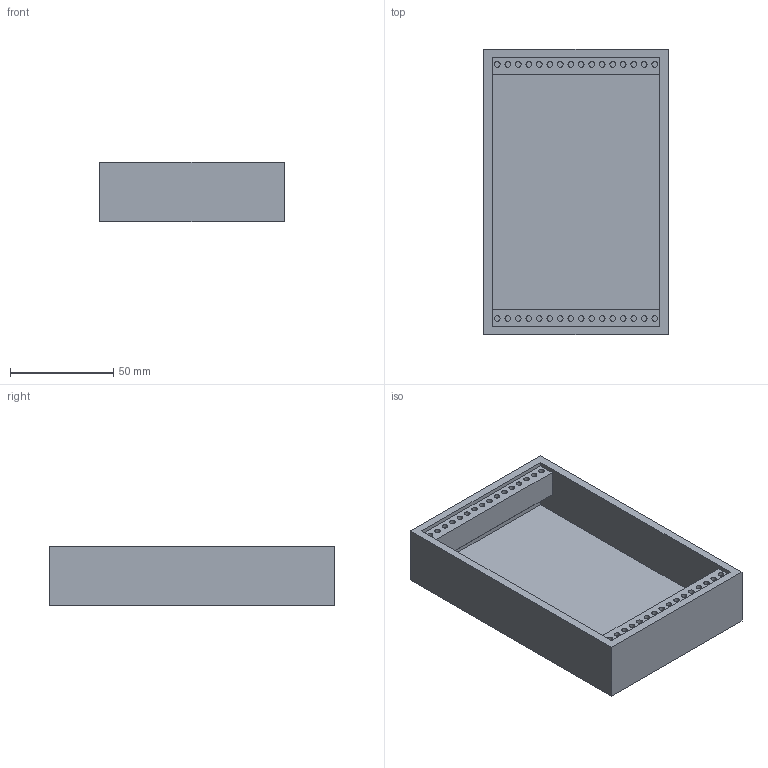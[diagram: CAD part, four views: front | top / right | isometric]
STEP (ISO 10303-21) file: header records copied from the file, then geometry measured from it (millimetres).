
FILE_DESCRIPTION(('FreeCAD Model'),'2;1');
FILE_NAME('Open CASCADE Shape Model','2022-01-29T14:21:19',('Author'),( ''),'Open CASCADE STEP processor 7.4','FreeCAD','Unknown');
FILE_SCHEMA(('AUTOMOTIVE_DESIGN { 1 0 10303 214 1 1 1 1 }'));
Length unit declared in the file: millimetre
Products named in the file (1): Body
Bounding box: 89.28 x 138 x 29 mm (x, y, z)
Volume: 112683 mm3; surface area: 52700.7 mm2
Topology: 1 solids, 1 shells, 85 faces, 150 edges, 100 vertices
Faces by surface type: plane 53, cylinder 32
Full cylindrical faces by diameter (mm): 2.7 x32
Entity records: 4088 total; most frequent: CARTESIAN_POINT 732, DIRECTION 670, LINE 322, VECTOR 322, ORIENTED_EDGE 300, PCURVE 300, DEFINITIONAL_REPRESENTATION 300, AXIS2_PLACEMENT_3D 150
